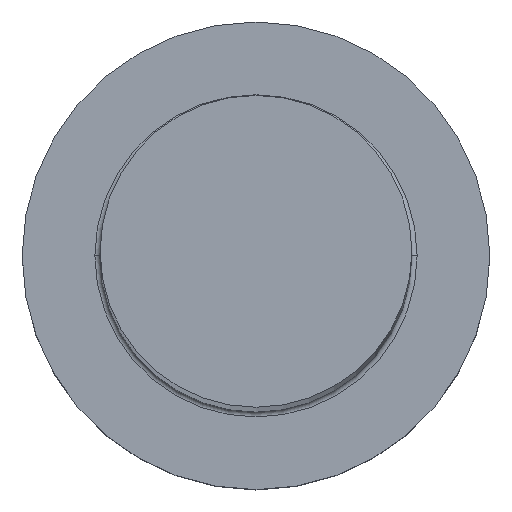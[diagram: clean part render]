
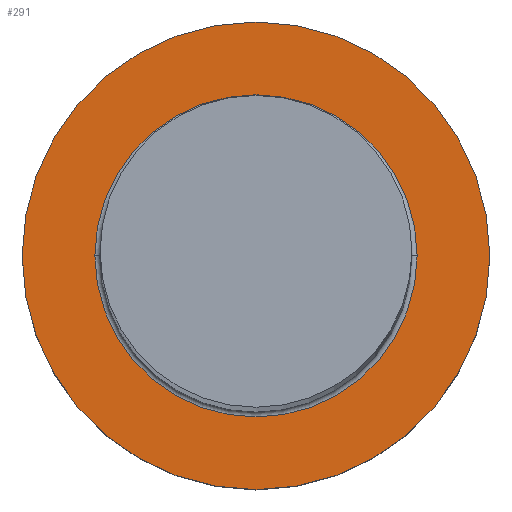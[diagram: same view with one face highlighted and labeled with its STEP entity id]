
A CAD part, top view. The second image highlights one B-rep face of the part: STEP entity #291.
In plain terms, the highlighted planar face has unit normal (0, 0, 1).
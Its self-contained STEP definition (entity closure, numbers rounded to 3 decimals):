
#18 = EDGE_CURVE ( 'NONE', #219, #262, #70, .T. ) ;
#29 = AXIS2_PLACEMENT_3D ( 'NONE', #252, #114, #253 ) ;
#36 = DIRECTION ( 'NONE',  ( 1., 0., 0. ) ) ;
#37 = DIRECTION ( 'NONE',  ( 0., 0., 1. ) ) ;
#50 = ORIENTED_EDGE ( 'NONE', *, *, #256, .T. ) ;
#55 = DIRECTION ( 'NONE',  ( 0., 0., 1. ) ) ;
#63 = FACE_BOUND ( 'NONE', #224, .T. ) ;
#66 = CIRCLE ( 'NONE', #205, 6.2 ) ;
#70 = CIRCLE ( 'NONE', #160, 9. ) ;
#74 = EDGE_CURVE ( 'NONE', #262, #219, #305, .T. ) ;
#87 = CARTESIAN_POINT ( 'NONE',  ( 0., 0., 7. ) ) ;
#90 = FACE_OUTER_BOUND ( 'NONE', #196, .T. ) ;
#104 = DIRECTION ( 'NONE',  ( 1., 0., 0. ) ) ;
#111 = CARTESIAN_POINT ( 'NONE',  ( 6.2, 0., 7. ) ) ;
#114 = DIRECTION ( 'NONE',  ( 0., 0., -1. ) ) ;
#123 = CIRCLE ( 'NONE', #29, 6.2 ) ;
#139 = ORIENTED_EDGE ( 'NONE', *, *, #235, .T. ) ;
#150 = VERTEX_POINT ( 'NONE', #111 ) ;
#151 = AXIS2_PLACEMENT_3D ( 'NONE', #249, #37, #230 ) ;
#153 = PLANE ( 'NONE',  #151 ) ;
#156 = CARTESIAN_POINT ( 'NONE',  ( 9., 0., 7. ) ) ;
#160 = AXIS2_PLACEMENT_3D ( 'NONE', #275, #172, #36 ) ;
#172 = DIRECTION ( 'NONE',  ( 0., 0., 1. ) ) ;
#181 = DIRECTION ( 'NONE',  ( 0., 0., -1. ) ) ;
#196 = EDGE_LOOP ( 'NONE', ( #222, #197 ) ) ;
#197 = ORIENTED_EDGE ( 'NONE', *, *, #18, .T. ) ;
#205 = AXIS2_PLACEMENT_3D ( 'NONE', #87, #181, #210 ) ;
#210 = DIRECTION ( 'NONE',  ( 1., 0., 0. ) ) ;
#212 = AXIS2_PLACEMENT_3D ( 'NONE', #271, #55, #104 ) ;
#219 = VERTEX_POINT ( 'NONE', #156 ) ;
#222 = ORIENTED_EDGE ( 'NONE', *, *, #74, .T. ) ;
#224 = EDGE_LOOP ( 'NONE', ( #139, #50 ) ) ;
#230 = DIRECTION ( 'NONE',  ( 1., 0., 0. ) ) ;
#233 = CARTESIAN_POINT ( 'NONE',  ( -9., 0., 7. ) ) ;
#235 = EDGE_CURVE ( 'NONE', #150, #284, #123, .T. ) ;
#249 = CARTESIAN_POINT ( 'NONE',  ( 0., 0., 7. ) ) ;
#252 = CARTESIAN_POINT ( 'NONE',  ( 0., 0., 7. ) ) ;
#253 = DIRECTION ( 'NONE',  ( 1., 0., 0. ) ) ;
#256 = EDGE_CURVE ( 'NONE', #284, #150, #66, .T. ) ;
#262 = VERTEX_POINT ( 'NONE', #233 ) ;
#271 = CARTESIAN_POINT ( 'NONE',  ( 0., 0., 7. ) ) ;
#275 = CARTESIAN_POINT ( 'NONE',  ( 0., 0., 7. ) ) ;
#284 = VERTEX_POINT ( 'NONE', #300 ) ;
#291 = ADVANCED_FACE ( 'NONE', ( #63, #90 ), #153, .T. ) ;
#300 = CARTESIAN_POINT ( 'NONE',  ( -6.2, 0., 7. ) ) ;
#305 = CIRCLE ( 'NONE', #212, 9. ) ;
